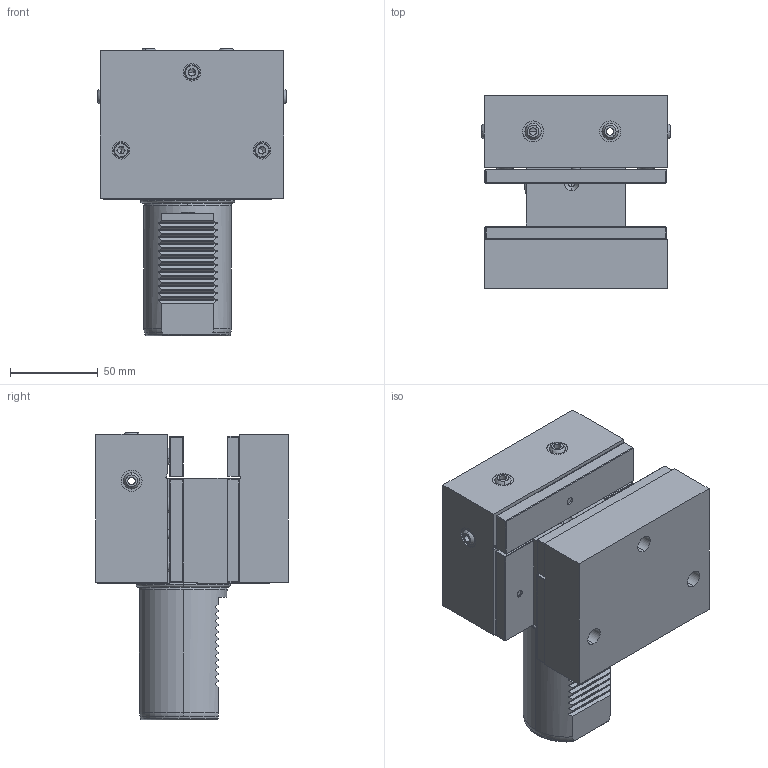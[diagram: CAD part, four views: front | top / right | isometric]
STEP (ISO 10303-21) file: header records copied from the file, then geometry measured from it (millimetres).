
FILE_DESCRIPTION (( 'STEP AP203' ), '1' );
FILE_NAME ('STEP.STEP', '2020-03-11T04:59:41', ( '' ), ( '' ), 'SwSTEP 2.0', 'SolidWorks 2017', '' );
FILE_SCHEMA (( 'CONFIG_CONTROL_DESIGN' ));
Length unit declared in the file: millimetre
Products named in the file (1): STEP
Bounding box: 107.6 x 110 x 164.3 mm (x, y, z)
Volume: 939513.9 mm3; surface area: 143774.8 mm2
Topology: 31 solids, 31 shells, 680 faces, 1659 edges, 1040 vertices
Faces by surface type: plane 374, cylinder 174, cone 81, torus 29, sphere 16, bspline 6
Entity records: 28197 total; most frequent: CARTESIAN_POINT 12300, DIRECTION 3352, ORIENTED_EDGE 3202, EDGE_CURVE 1601, AXIS2_PLACEMENT_3D 1200, VERTEX_POINT 1016, VECTOR 952, LINE 952
